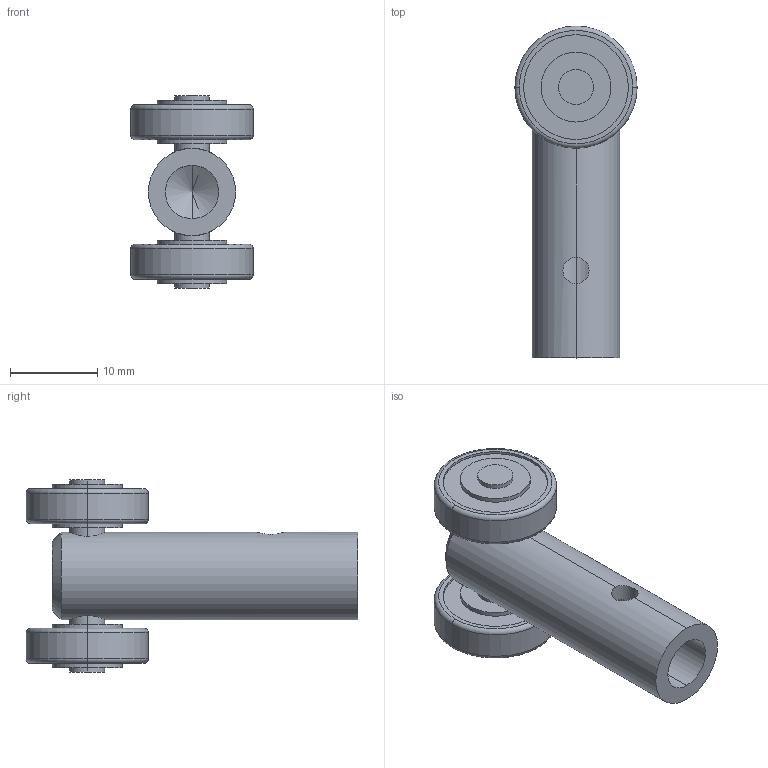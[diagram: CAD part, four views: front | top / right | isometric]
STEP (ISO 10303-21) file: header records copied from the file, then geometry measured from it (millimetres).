
FILE_DESCRIPTION (( 'STEP AP203' ), '1' );
FILE_NAME ('sone3D.STEP', '2014-10-03T07:09:27', ( '' ), ( '' ), 'SwSTEP 2.0', 'SolidWorks 2012', '' );
FILE_SCHEMA (( 'CONFIG_CONTROL_DESIGN' ));
Length unit declared in the file: millimetre
Products named in the file (5): sone3D; AC-25-RA-6乣10僺儞__AC-25-RA-6僺儞_; AC-25-RA-6乣10暯儚僢僔儍乕__A-25-RA-6乣10暯儚僢僔儍乕_; AC-25-RA-6乣10儃僨傿__AC-25-RA-6儃僨傿乕_; AC-25-RA-6乣10儘乕儔乕__AC-25-RA-6儘乕儔乕_
Assembly tree (8 placements, depth 2):
  sone3D
    AC-25-RA-6乣10儃僨傿__AC-25-RA-6儃僨傿乕_
    AC-25-RA-6乣10僺儞__AC-25-RA-6僺儞_
    AC-25-RA-6乣10儘乕儔乕__AC-25-RA-6儘乕儔乕_  x2
    AC-25-RA-6乣10暯儚僢僔儍乕__A-25-RA-6乣10暯儚僢僔儍乕_  x4
Bounding box: 14 x 38 x 22 mm (x, y, z)
Volume: 3266.2 mm3; surface area: 3529.2 mm2
Topology: 8 solids, 8 shells, 98 faces, 210 edges, 135 vertices
Faces by surface type: cylinder 58, plane 28, torus 8, cone 4
Entity records: 2487 total; most frequent: CARTESIAN_POINT 506, DIRECTION 320, ORIENTED_EDGE 256, AXIS2_PLACEMENT_3D 139, EDGE_CURVE 128, VERTEX_POINT 83, EDGE_LOOP 71, CIRCLE 70
